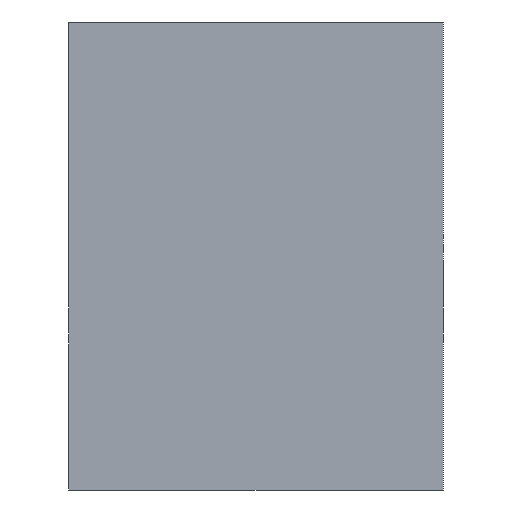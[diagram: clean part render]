
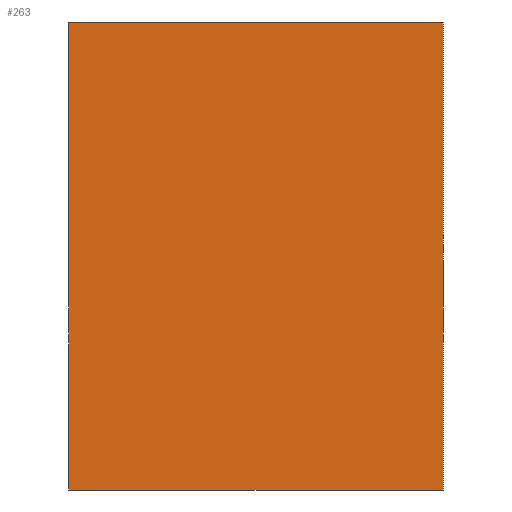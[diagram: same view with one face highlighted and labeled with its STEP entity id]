
A CAD part, left-side view. The second image highlights one B-rep face of the part: STEP entity #263.
In plain terms, the highlighted planar face has unit normal (-1, 0, 0).
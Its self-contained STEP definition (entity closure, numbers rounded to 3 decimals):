
#7 = DIRECTION ( 'NONE',  ( 0., -1., 0. ) ) ;
#32 = FACE_OUTER_BOUND ( 'NONE', #265, .T. ) ;
#36 = EDGE_CURVE ( 'NONE', #303, #366, #294, .T. ) ;
#37 = CARTESIAN_POINT ( 'NONE',  ( -150., -40., 50. ) ) ;
#75 = ORIENTED_EDGE ( 'NONE', *, *, #325, .F. ) ;
#82 = LINE ( 'NONE', #37, #377 ) ;
#84 = PLANE ( 'NONE',  #235 ) ;
#108 = CARTESIAN_POINT ( 'NONE',  ( -150., -40., 50. ) ) ;
#116 = DIRECTION ( 'NONE',  ( 0., -1., 0. ) ) ;
#119 = DIRECTION ( 'NONE',  ( 1., 0., 0. ) ) ;
#137 = CARTESIAN_POINT ( 'NONE',  ( -150., -40., 50. ) ) ;
#146 = ORIENTED_EDGE ( 'NONE', *, *, #36, .T. ) ;
#158 = VECTOR ( 'NONE', #329, 1000. ) ;
#172 = VERTEX_POINT ( 'NONE', #227 ) ;
#174 = VECTOR ( 'NONE', #7, 1000. ) ;
#187 = LINE ( 'NONE', #108, #174 ) ;
#203 = VERTEX_POINT ( 'NONE', #255 ) ;
#204 = LINE ( 'NONE', #215, #158 ) ;
#211 = CARTESIAN_POINT ( 'NONE',  ( -150., -40., -50. ) ) ;
#212 = ORIENTED_EDGE ( 'NONE', *, *, #313, .T. ) ;
#215 = CARTESIAN_POINT ( 'NONE',  ( -150., 40., 50. ) ) ;
#224 = ORIENTED_EDGE ( 'NONE', *, *, #376, .F. ) ;
#227 = CARTESIAN_POINT ( 'NONE',  ( -150., 40., 50. ) ) ;
#235 = AXIS2_PLACEMENT_3D ( 'NONE', #137, #119, #372 ) ;
#240 = DIRECTION ( 'NONE',  ( 0., 0., -1. ) ) ;
#255 = CARTESIAN_POINT ( 'NONE',  ( -150., -40., 50. ) ) ;
#263 = ADVANCED_FACE ( 'NONE', ( #32 ), #84, .F. ) ;
#265 = EDGE_LOOP ( 'NONE', ( #146, #75, #224, #212 ) ) ;
#281 = CARTESIAN_POINT ( 'NONE',  ( -150., -40., -50. ) ) ;
#294 = LINE ( 'NONE', #281, #361 ) ;
#303 = VERTEX_POINT ( 'NONE', #367 ) ;
#313 = EDGE_CURVE ( 'NONE', #172, #303, #204, .T. ) ;
#325 = EDGE_CURVE ( 'NONE', #203, #366, #82, .T. ) ;
#329 = DIRECTION ( 'NONE',  ( 0., 0., -1. ) ) ;
#361 = VECTOR ( 'NONE', #116, 1000. ) ;
#366 = VERTEX_POINT ( 'NONE', #211 ) ;
#367 = CARTESIAN_POINT ( 'NONE',  ( -150., 40., -50. ) ) ;
#372 = DIRECTION ( 'NONE',  ( 0., 0., -1. ) ) ;
#376 = EDGE_CURVE ( 'NONE', #172, #203, #187, .T. ) ;
#377 = VECTOR ( 'NONE', #240, 1000. ) ;
